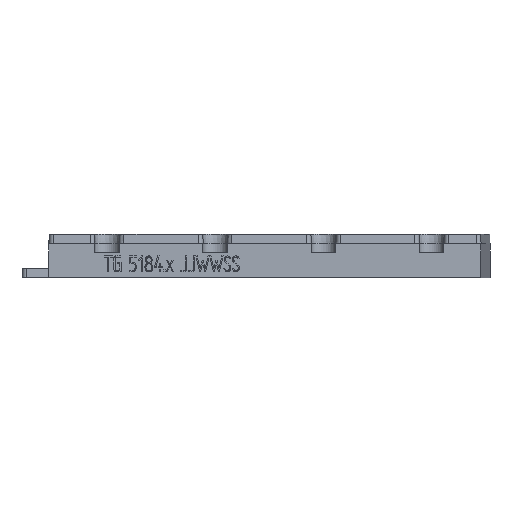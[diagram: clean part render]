
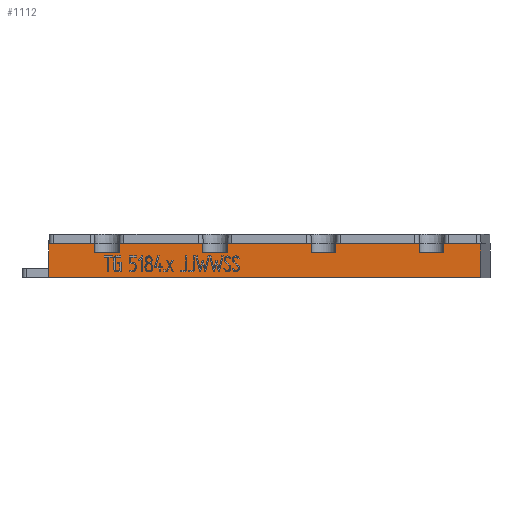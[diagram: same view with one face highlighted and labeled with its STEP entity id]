
A CAD part, front view. The second image highlights one B-rep face of the part: STEP entity #1112.
In plain terms, the highlighted planar face has unit normal (0, -1, 0).
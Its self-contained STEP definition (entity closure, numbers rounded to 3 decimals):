
#1112 = ADVANCED_FACE( '', ( #1603 ), #1604, .T. );
#1603 = FACE_OUTER_BOUND( '', #2190, .T. );
#1604 = PLANE( '', #2191 );
#2190 = EDGE_LOOP( '', ( #4104, #4105, #4106, #4107, #4108, #4109, #4110, #4111, #4112, #4113, #4114, #4115, #4116, #4117, #4118, #4119, #4120, #4121, #4122, #4123 ) );
#2191 = AXIS2_PLACEMENT_3D( '', #4124, #4125, #4126 );
#4104 = ORIENTED_EDGE( '', *, *, #5131, .F. );
#4105 = ORIENTED_EDGE( '', *, *, #5212, .F. );
#4106 = ORIENTED_EDGE( '', *, *, #5256, .F. );
#4107 = ORIENTED_EDGE( '', *, *, #5138, .T. );
#4108 = ORIENTED_EDGE( '', *, *, #5213, .F. );
#4109 = ORIENTED_EDGE( '', *, *, #5227, .F. );
#4110 = ORIENTED_EDGE( '', *, *, #5216, .F. );
#4111 = ORIENTED_EDGE( '', *, *, #5166, .T. );
#4112 = ORIENTED_EDGE( '', *, *, #5228, .F. );
#4113 = ORIENTED_EDGE( '', *, *, #5245, .F. );
#4114 = ORIENTED_EDGE( '', *, *, #5231, .F. );
#4115 = ORIENTED_EDGE( '', *, *, #5162, .T. );
#4116 = ORIENTED_EDGE( '', *, *, #5246, .F. );
#4117 = ORIENTED_EDGE( '', *, *, #5198, .F. );
#4118 = ORIENTED_EDGE( '', *, *, #5248, .F. );
#4119 = ORIENTED_EDGE( '', *, *, #5158, .T. );
#4120 = ORIENTED_EDGE( '', *, *, #5128, .T. );
#4121 = ORIENTED_EDGE( '', *, *, #5185, .F. );
#4122 = ORIENTED_EDGE( '', *, *, #5257, .F. );
#4123 = ORIENTED_EDGE( '', *, *, #5140, .T. );
#4124 = CARTESIAN_POINT( '', ( 189.843, -115., 15. ) );
#4125 = DIRECTION( '', ( 0., -1., 0. ) );
#4126 = DIRECTION( '', ( 1., 0., 0. ) );
#5128 = EDGE_CURVE( '', #6057, #6054, #6058, .T. );
#5131 = EDGE_CURVE( '', #6062, #6063, #6064, .T. );
#5138 = EDGE_CURVE( '', #6075, #6076, #6077, .T. );
#5140 = EDGE_CURVE( '', #6079, #6063, #6080, .T. );
#5158 = EDGE_CURVE( '', #6113, #6057, #6114, .T. );
#5162 = EDGE_CURVE( '', #6121, #6119, #6122, .T. );
#5166 = EDGE_CURVE( '', #6129, #6127, #6130, .T. );
#5185 = EDGE_CURVE( '', #6164, #6054, #6166, .T. );
#5198 = EDGE_CURVE( '', #6186, #6188, #6189, .T. );
#5212 = EDGE_CURVE( '', #6210, #6062, #6212, .T. );
#5213 = EDGE_CURVE( '', #6213, #6076, #6214, .T. );
#5216 = EDGE_CURVE( '', #6129, #6218, #6219, .T. );
#5227 = EDGE_CURVE( '', #6218, #6213, #6235, .T. );
#5228 = EDGE_CURVE( '', #6236, #6127, #6237, .T. );
#5231 = EDGE_CURVE( '', #6121, #6241, #6242, .T. );
#5245 = EDGE_CURVE( '', #6241, #6236, #6263, .T. );
#5246 = EDGE_CURVE( '', #6188, #6119, #6264, .T. );
#5248 = EDGE_CURVE( '', #6113, #6186, #6266, .T. );
#5256 = EDGE_CURVE( '', #6075, #6210, #6277, .T. );
#5257 = EDGE_CURVE( '', #6079, #6164, #6278, .T. );
#6054 = VERTEX_POINT( '', #8190 );
#6057 = VERTEX_POINT( '', #8194 );
#6058 = LINE( '', #8195, #8196 );
#6062 = VERTEX_POINT( '', #8202 );
#6063 = VERTEX_POINT( '', #8203 );
#6064 = LINE( '', #8204, #8205 );
#6075 = VERTEX_POINT( '', #8220 );
#6076 = VERTEX_POINT( '', #8221 );
#6077 = LINE( '', #8222, #8223 );
#6079 = VERTEX_POINT( '', #8226 );
#6080 = LINE( '', #8227, #8228 );
#6113 = VERTEX_POINT( '', #8275 );
#6114 = LINE( '', #8276, #8277 );
#6119 = VERTEX_POINT( '', #8283 );
#6121 = VERTEX_POINT( '', #8286 );
#6122 = LINE( '', #8287, #8288 );
#6127 = VERTEX_POINT( '', #8294 );
#6129 = VERTEX_POINT( '', #8297 );
#6130 = LINE( '', #8298, #8299 );
#6164 = VERTEX_POINT( '', #8338 );
#6166 = LINE( '', #8341, #8342 );
#6186 = VERTEX_POINT( '', #8368 );
#6188 = VERTEX_POINT( '', #8371 );
#6189 = LINE( '', #8372, #8373 );
#6210 = VERTEX_POINT( '', #8402 );
#6212 = LINE( '', #8405, #8406 );
#6213 = VERTEX_POINT( '', #8407 );
#6214 = LINE( '', #8408, #8409 );
#6218 = VERTEX_POINT( '', #8415 );
#6219 = LINE( '', #8416, #8417 );
#6235 = LINE( '', #8440, #8441 );
#6236 = VERTEX_POINT( '', #8442 );
#6237 = LINE( '', #8443, #8444 );
#6241 = VERTEX_POINT( '', #8450 );
#6242 = LINE( '', #8451, #8452 );
#6263 = LINE( '', #8482, #8483 );
#6264 = LINE( '', #8484, #8485 );
#6266 = LINE( '', #8488, #8489 );
#6277 = LINE( '', #8506, #8507 );
#6278 = LINE( '', #8508, #8509 );
#8190 = CARTESIAN_POINT( '', ( -2.007, -115., 0. ) );
#8194 = CARTESIAN_POINT( '', ( -2.007, -115., 15. ) );
#8195 = CARTESIAN_POINT( '', ( -2.007, -115., 15. ) );
#8196 = VECTOR( '', #9090, 1000. );
#8202 = CARTESIAN_POINT( '', ( 173.425, -115., 11. ) );
#8203 = CARTESIAN_POINT( '', ( 173.425, -115., 15. ) );
#8204 = CARTESIAN_POINT( '', ( 173.425, -115., 15. ) );
#8205 = VECTOR( '', #9093, 1000. );
#8220 = CARTESIAN_POINT( '', ( 162.425, -115., 15. ) );
#8221 = CARTESIAN_POINT( '', ( 125.425, -115., 15. ) );
#8222 = CARTESIAN_POINT( '', ( 189.843, -115., 15. ) );
#8223 = VECTOR( '', #9104, 1000. );
#8226 = CARTESIAN_POINT( '', ( 189.843, -115., 15. ) );
#8227 = CARTESIAN_POINT( '', ( 189.843, -115., 15. ) );
#8228 = VECTOR( '', #9106, 1000. );
#8275 = CARTESIAN_POINT( '', ( 18.425, -115., 15. ) );
#8276 = CARTESIAN_POINT( '', ( 189.843, -115., 15. ) );
#8277 = VECTOR( '', #9130, 1000. );
#8283 = CARTESIAN_POINT( '', ( 29.425, -115., 15. ) );
#8286 = CARTESIAN_POINT( '', ( 66.425, -115., 15. ) );
#8287 = CARTESIAN_POINT( '', ( 189.843, -115., 15. ) );
#8288 = VECTOR( '', #9136, 1000. );
#8294 = CARTESIAN_POINT( '', ( 77.425, -115., 15. ) );
#8297 = CARTESIAN_POINT( '', ( 114.425, -115., 15. ) );
#8298 = CARTESIAN_POINT( '', ( 189.843, -115., 15. ) );
#8299 = VECTOR( '', #9142, 1000. );
#8338 = CARTESIAN_POINT( '', ( 189.843, -115., 0. ) );
#8341 = CARTESIAN_POINT( '', ( 189.843, -115., 0. ) );
#8342 = VECTOR( '', #9185, 1000. );
#8368 = CARTESIAN_POINT( '', ( 18.425, -115., 11. ) );
#8371 = CARTESIAN_POINT( '', ( 29.425, -115., 11. ) );
#8372 = CARTESIAN_POINT( '', ( 189.843, -115., 11. ) );
#8373 = VECTOR( '', #9208, 1000. );
#8402 = CARTESIAN_POINT( '', ( 162.425, -115., 11. ) );
#8405 = CARTESIAN_POINT( '', ( 189.843, -115., 11. ) );
#8406 = VECTOR( '', #9230, 1000. );
#8407 = CARTESIAN_POINT( '', ( 125.425, -115., 11. ) );
#8408 = CARTESIAN_POINT( '', ( 125.425, -115., 15. ) );
#8409 = VECTOR( '', #9231, 1000. );
#8415 = CARTESIAN_POINT( '', ( 114.425, -115., 11. ) );
#8416 = CARTESIAN_POINT( '', ( 114.425, -115., 15. ) );
#8417 = VECTOR( '', #9234, 1000. );
#8440 = CARTESIAN_POINT( '', ( 189.843, -115., 11. ) );
#8441 = VECTOR( '', #9251, 1000. );
#8442 = CARTESIAN_POINT( '', ( 77.425, -115., 11. ) );
#8443 = CARTESIAN_POINT( '', ( 77.425, -115., 15. ) );
#8444 = VECTOR( '', #9252, 1000. );
#8450 = CARTESIAN_POINT( '', ( 66.425, -115., 11. ) );
#8451 = CARTESIAN_POINT( '', ( 66.425, -115., 15. ) );
#8452 = VECTOR( '', #9255, 1000. );
#8482 = CARTESIAN_POINT( '', ( 189.843, -115., 11. ) );
#8483 = VECTOR( '', #9277, 1000. );
#8484 = CARTESIAN_POINT( '', ( 29.425, -115., 15. ) );
#8485 = VECTOR( '', #9278, 1000. );
#8488 = CARTESIAN_POINT( '', ( 18.425, -115., 15. ) );
#8489 = VECTOR( '', #9280, 1000. );
#8506 = CARTESIAN_POINT( '', ( 162.425, -115., 15. ) );
#8507 = VECTOR( '', #9290, 1000. );
#8508 = CARTESIAN_POINT( '', ( 189.843, -115., 15. ) );
#8509 = VECTOR( '', #9291, 1000. );
#9090 = DIRECTION( '', ( 0., 0., -1. ) );
#9093 = DIRECTION( '', ( 0., 0., 1. ) );
#9104 = DIRECTION( '', ( -1., 0., 0. ) );
#9106 = DIRECTION( '', ( -1., 0., 0. ) );
#9130 = DIRECTION( '', ( -1., 0., 0. ) );
#9136 = DIRECTION( '', ( -1., 0., 0. ) );
#9142 = DIRECTION( '', ( -1., 0., 0. ) );
#9185 = DIRECTION( '', ( -1., 0., 0. ) );
#9208 = DIRECTION( '', ( 1., 0., 0. ) );
#9230 = DIRECTION( '', ( 1., 0., 0. ) );
#9231 = DIRECTION( '', ( 0., 0., 1. ) );
#9234 = DIRECTION( '', ( 0., 0., -1. ) );
#9251 = DIRECTION( '', ( 1., 0., 0. ) );
#9252 = DIRECTION( '', ( 0., 0., 1. ) );
#9255 = DIRECTION( '', ( 0., 0., -1. ) );
#9277 = DIRECTION( '', ( 1., 0., 0. ) );
#9278 = DIRECTION( '', ( 0., 0., 1. ) );
#9280 = DIRECTION( '', ( 0., 0., -1. ) );
#9290 = DIRECTION( '', ( 0., 0., -1. ) );
#9291 = DIRECTION( '', ( 0., 0., -1. ) );
